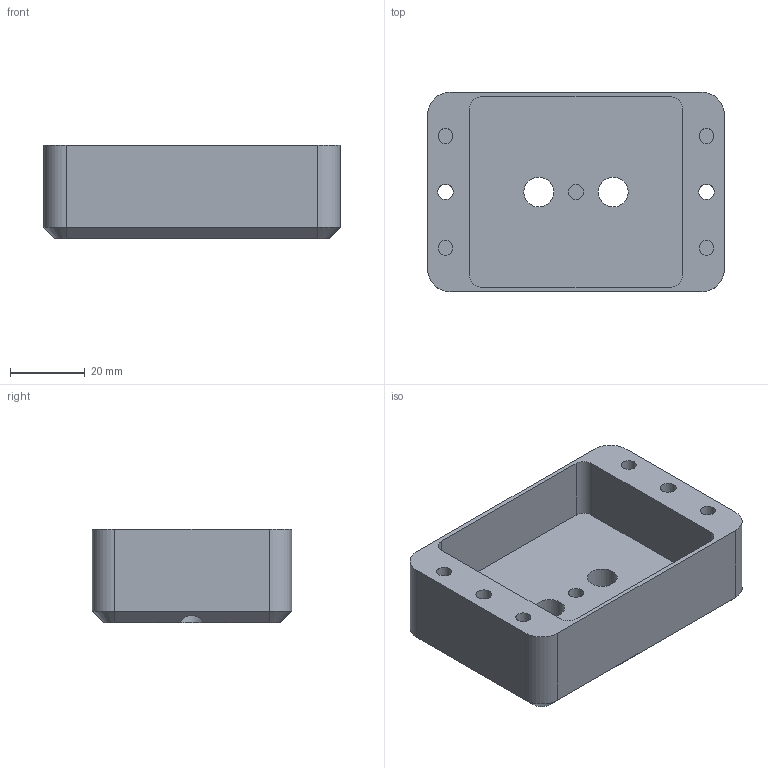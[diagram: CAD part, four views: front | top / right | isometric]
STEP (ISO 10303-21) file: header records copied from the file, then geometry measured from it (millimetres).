
FILE_DESCRIPTION(/* description */ ('Unknown'),/* implementation_level */ '2;1');
FILE_NAME(/* name */ 'OF-AC-2P-OD',/* time_stamp */ '2023-06-29T15:58:46+01:00',/* author */ ('Unknown'),/* organization */ ('Unknown'),/* preprocessor_version */ 'ST-DEVELOPER v16.7',/* originating_system */ 'Solid Edge',/* authorisation */ 'Unknown');
FILE_SCHEMA (('AUTOMOTIVE_DESIGN {1 0 10303 214 3 1 1}'));
Length unit declared in the file: millimetre
Products named in the file (1): Port Switcher - Cover Connection Plate
Bounding box: 79.5 x 53.5 x 25 mm (x, y, z)
Volume: 53048.3 mm3; surface area: 19146.2 mm2
Topology: 1 solids, 1 shells, 45 faces, 105 edges, 68 vertices
Faces by surface type: plane 22, cylinder 19, cone 4
Full cylindrical faces by diameter (mm): 4 x4, 4.1 x1, 4.2 x2, 7.2 x2, 8 x2
Entity records: 1250 total; most frequent: DIRECTION 226, CARTESIAN_POINT 200, ORIENTED_EDGE 180, EDGE_CURVE 90, AXIS2_PLACEMENT_3D 90, EDGE_LOOP 70, FACE_BOUND 70, VERTEX_POINT 64
